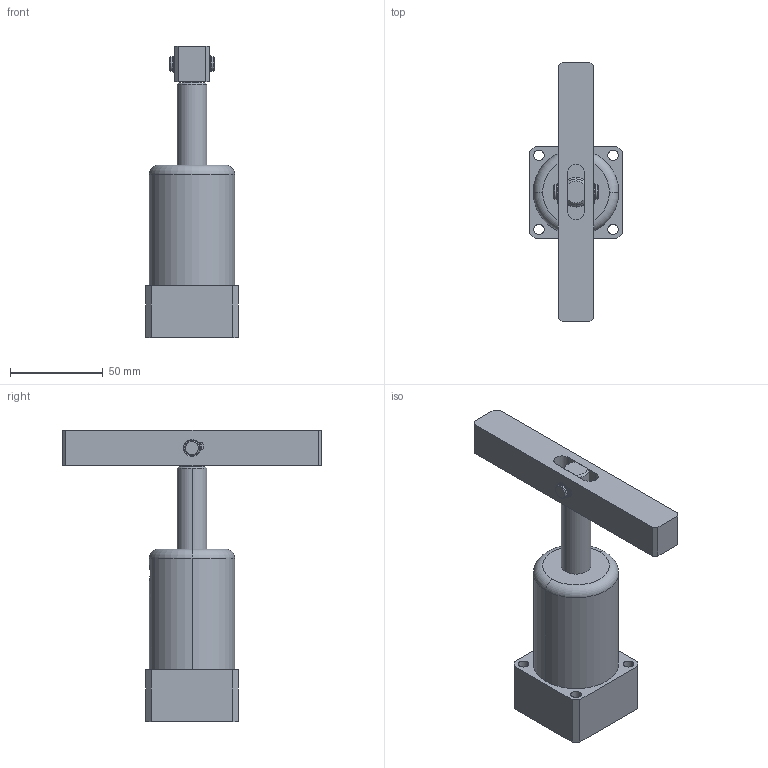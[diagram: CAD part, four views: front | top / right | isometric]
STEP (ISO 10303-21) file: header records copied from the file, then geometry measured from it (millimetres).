
FILE_DESCRIPTION (( 'STEP AP203' ), '1' );
FILE_NAME ('HASC-32D-E.STEP', '2019-10-14T10:11:41', ( '微软用户' ), ( '微软中国' ), 'SwSTEP 2.0', 'SolidWorks 2012', '' );
FILE_SCHEMA (( 'CONFIG_CONTROL_DESIGN' ));
Length unit declared in the file: millimetre
Products named in the file (6): circlips for shaft--type a small gb_GB_CONNECTING_PIECE_RING_RRA 7; HASC-32D-E活塞杆; HASC-32D-E; HASC-32D种; HASC-32D邧揤旋; HASC-32-E掛极
Assembly tree (6 placements, depth 2):
  HASC-32D-E
    HASC-32-E掛极
    HASC-32D邧揤旋
    HASC-32D种
    circlips for shaft--type a small gb_GB_CONNECTING_PIECE_RING_RRA 7  x2
    HASC-32D-E活塞杆
Bounding box: 50 x 140 x 157 mm (x, y, z)
Volume: 196275.4 mm3; surface area: 49313.4 mm2
Topology: 6 solids, 6 shells, 204 faces, 503 edges, 328 vertices
Faces by surface type: plane 91, cylinder 73, cone 16, bspline 16, torus 8
Entity records: 6886 total; most frequent: CARTESIAN_POINT 1884, DIRECTION 910, ORIENTED_EDGE 892, EDGE_CURVE 446, AXIS2_PLACEMENT_3D 334, VERTEX_POINT 290, VECTOR 242, LINE 242
